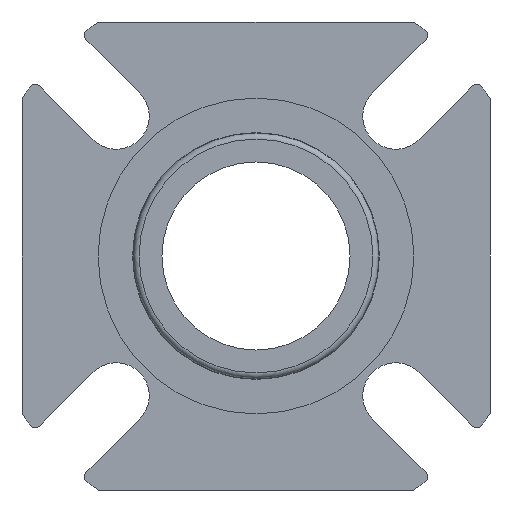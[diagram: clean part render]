
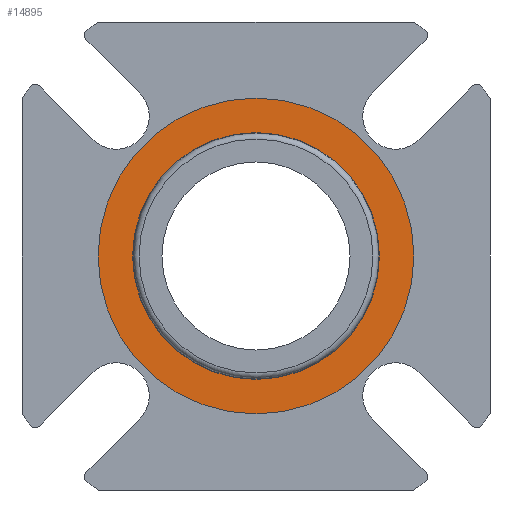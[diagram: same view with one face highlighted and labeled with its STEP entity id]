
A CAD part, left-side view. The second image highlights one B-rep face of the part: STEP entity #14895.
In plain terms, the highlighted planar face has unit normal (-1, 0, 0).
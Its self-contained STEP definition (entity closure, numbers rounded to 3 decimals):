
#3214=PLANE('',#16287);
#7613=ORIENTED_EDGE('',*,*,#9818,.F.);
#7614=ORIENTED_EDGE('',*,*,#9820,.T.);
#9818=EDGE_CURVE('',#11208,#11208,#11843,.F.);
#9820=EDGE_CURVE('',#11210,#11210,#11845,.T.);
#11208=VERTEX_POINT('',#29587);
#11210=VERTEX_POINT('',#29594);
#11843=CIRCLE('',#16281,32.817);
#11845=CIRCLE('',#16286,42.);
#12790=EDGE_LOOP('',(#7613));
#12791=EDGE_LOOP('',(#7614));
#13740=FACE_BOUND('',#12790,.T.);
#13741=FACE_BOUND('',#12791,.T.);
#14895=ADVANCED_FACE('',(#13740,#13741),#3214,.F.);
#16281=AXIS2_PLACEMENT_3D('',#29586,#20064,#20065);
#16286=AXIS2_PLACEMENT_3D('',#29593,#20074,#20075);
#16287=AXIS2_PLACEMENT_3D('',#29595,#20076,#20077);
#20064=DIRECTION('',(1.,0.,0.));
#20065=DIRECTION('',(0.,0.,-1.));
#20074=DIRECTION('',(-1.,0.,0.));
#20075=DIRECTION('',(0.,0.,1.));
#20076=DIRECTION('',(1.,0.,0.));
#20077=DIRECTION('',(0.,0.,-1.));
#29586=CARTESIAN_POINT('',(0.127,0.,0.));
#29587=CARTESIAN_POINT('',(0.127,0.,-32.817));
#29593=CARTESIAN_POINT('',(0.127,0.,0.));
#29594=CARTESIAN_POINT('',(0.127,0.,42.));
#29595=CARTESIAN_POINT('',(0.127,0.,42.));
